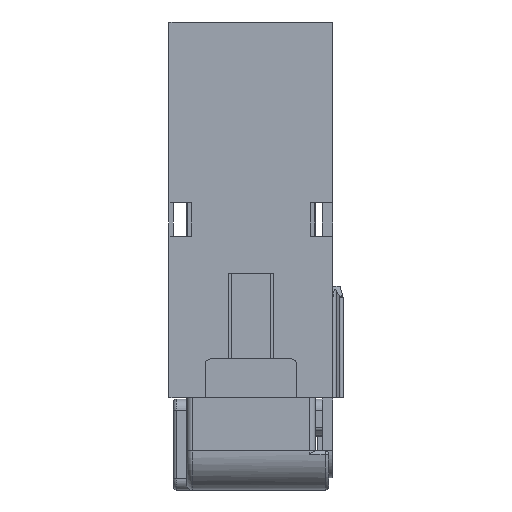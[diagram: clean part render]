
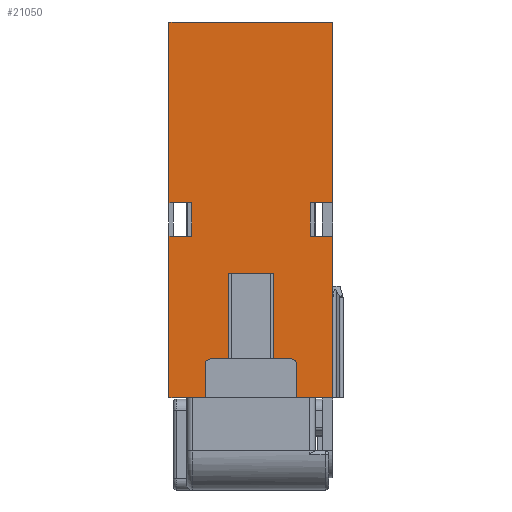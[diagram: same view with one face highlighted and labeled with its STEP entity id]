
A CAD part, front view. The second image highlights one B-rep face of the part: STEP entity #21050.
In plain terms, the highlighted planar face has unit normal (0, -1, 0).
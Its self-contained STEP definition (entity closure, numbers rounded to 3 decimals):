
#1540=CARTESIAN_POINT('',(7.35,6.4,10.522));
#1550=VERTEX_POINT('',#1540);
#1580=CARTESIAN_POINT('',(0.,6.4,10.522));
#1590=DIRECTION('',(-1.,0.,0.));
#1600=VECTOR('',#1590,1.);
#1610=LINE('',#1580,#1600);
#1620=CARTESIAN_POINT('',(-7.35,6.4,10.522));
#1630=VERTEX_POINT('',#1620);
#1640=EDGE_CURVE('',#1550,#1630,#1610,.T.);
#2420=CARTESIAN_POINT('',(-2.05,6.4,
-11.978));
#2430=VERTEX_POINT('',#2420);
#2460=CARTESIAN_POINT('',(0.,6.4,-11.978));
#2470=DIRECTION('',(1.,0.,0.));
#2480=VECTOR('',#2470,1.);
#2490=LINE('',#2460,#2480);
#2500=CARTESIAN_POINT('',(2.05,6.4,
-11.978));
#2510=VERTEX_POINT('',#2500);
#2520=EDGE_CURVE('',#2430,#2510,#2490,.T.);
#17690=CARTESIAN_POINT('',(-7.35,6.4,0.));
#17700=DIRECTION('',(0.,0.,-1.));
#17710=VECTOR('',#17700,1.);
#17720=LINE('',#17690,#17710);
#17730=CARTESIAN_POINT('',(-7.35,6.4,
-5.677));
#17740=VERTEX_POINT('',#17730);
#17750=EDGE_CURVE('',#1630,#17740,#17720,.T.);
#17970=CARTESIAN_POINT('',(-7.35,6.4,
-8.678));
#17980=VERTEX_POINT('',#17970);
#18010=CARTESIAN_POINT('',(-7.35,6.4,0.));
#18020=DIRECTION('',(0.,0.,1.));
#18030=VECTOR('',#18020,1.);
#18040=LINE('',#18010,#18030);
#18050=CARTESIAN_POINT('',(-7.35,6.4,
-23.178));
#18060=VERTEX_POINT('',#18050);
#18070=EDGE_CURVE('',#18060,#17980,#18040,.T.);
#19620=CARTESIAN_POINT('',(-7.3,6.4,11.175));
#19630=DIRECTION('',(0.,1.,0.));
#19640=DIRECTION('',(-1.,0.,0.));
#19650=AXIS2_PLACEMENT_3D('',#19620,#19630,#19640);
#19660=PLANE('',#19650);
#19670=CARTESIAN_POINT('',(0.,6.4,-8.678));
#19680=DIRECTION('',(-1.,0.,0.));
#19690=VECTOR('',#19680,1.);
#19700=LINE('',#19670,#19690);
#19710=CARTESIAN_POINT('',(-5.3,6.4,
-8.678));
#19720=VERTEX_POINT('',#19710);
#19730=EDGE_CURVE('',#19720,#17980,#19700,.T.);
#19740=ORIENTED_EDGE('',*,*,#19730,.T.);
#19750=CARTESIAN_POINT('',(-5.3,6.4,0.));
#19760=DIRECTION('',(0.,0.,1.));
#19770=VECTOR('',#19760,1.);
#19780=LINE('',#19750,#19770);
#19790=CARTESIAN_POINT('',(-5.3,6.4,
-5.677));
#19800=VERTEX_POINT('',#19790);
#19810=EDGE_CURVE('',#19720,#19800,#19780,.T.);
#19820=ORIENTED_EDGE('',*,*,#19810,.F.);
#19830=CARTESIAN_POINT('',(0.,6.4,-5.677));
#19840=DIRECTION('',(-1.,0.,0.));
#19850=VECTOR('',#19840,1.);
#19860=LINE('',#19830,#19850);
#19870=EDGE_CURVE('',#19800,#17740,#19860,.T.);
#19880=ORIENTED_EDGE('',*,*,#19870,.F.);
#19890=ORIENTED_EDGE('',*,*,#17750,.T.);
#19900=ORIENTED_EDGE('',*,*,#1640,.T.);
#19910=CARTESIAN_POINT('',(7.35,6.4,0.));
#19920=DIRECTION('',(0.,0.,1.));
#19930=VECTOR('',#19920,1.);
#19940=LINE('',#19910,#19930);
#19950=CARTESIAN_POINT('',(7.35,6.4,
-5.677));
#19960=VERTEX_POINT('',#19950);
#19970=EDGE_CURVE('',#19960,#1550,#19940,.T.);
#19980=ORIENTED_EDGE('',*,*,#19970,.T.);
#19990=CARTESIAN_POINT('',(0.,6.4,-5.677));
#20000=DIRECTION('',(-1.,0.,0.));
#20010=VECTOR('',#20000,1.);
#20020=LINE('',#19990,#20010);
#20030=CARTESIAN_POINT('',(5.3,6.4,
-5.677));
#20040=VERTEX_POINT('',#20030);
#20050=EDGE_CURVE('',#19960,#20040,#20020,.T.);
#20060=ORIENTED_EDGE('',*,*,#20050,.F.);
#20070=CARTESIAN_POINT('',(5.3,6.4,0.));
#20080=DIRECTION('',(0.,0.,-1.));
#20090=VECTOR('',#20080,1.);
#20100=LINE('',#20070,#20090);
#20110=CARTESIAN_POINT('',(5.3,6.4,
-8.678));
#20120=VERTEX_POINT('',#20110);
#20130=EDGE_CURVE('',#20040,#20120,#20100,.T.);
#20140=ORIENTED_EDGE('',*,*,#20130,.F.);
#20150=CARTESIAN_POINT('',(0.,6.4,-8.678));
#20160=DIRECTION('',(1.,0.,0.));
#20170=VECTOR('',#20160,1.);
#20180=LINE('',#20150,#20170);
#20190=CARTESIAN_POINT('',(7.35,6.4,
-8.678));
#20200=VERTEX_POINT('',#20190);
#20210=EDGE_CURVE('',#20120,#20200,#20180,.T.);
#20220=ORIENTED_EDGE('',*,*,#20210,.F.);
#20230=CARTESIAN_POINT('',(7.35,6.4,
-23.178));
#20240=VERTEX_POINT('',#20230);
#20250=EDGE_CURVE('',#20240,#20200,#19940,.T.);
#20260=ORIENTED_EDGE('',*,*,#20250,.T.);
#20270=CARTESIAN_POINT('',(0.,6.4,-23.178));
#20280=DIRECTION('',(-1.,0.,0.));
#20290=VECTOR('',#20280,1.);
#20300=LINE('',#20270,#20290);
#20310=CARTESIAN_POINT('',(4.1,6.4,
-23.178));
#20320=VERTEX_POINT('',#20310);
#20330=EDGE_CURVE('',#20240,#20320,#20300,.T.);
#20340=ORIENTED_EDGE('',*,*,#20330,.F.);
#20350=CARTESIAN_POINT('',(4.1,6.4,0.));
#20360=DIRECTION('',(0.,0.,-1.));
#20370=VECTOR('',#20360,1.);
#20380=LINE('',#20350,#20370);
#20390=CARTESIAN_POINT('',(4.1,6.4,
-20.178));
#20400=VERTEX_POINT('',#20390);
#20410=EDGE_CURVE('',#20400,#20320,#20380,.T.);
#20420=ORIENTED_EDGE('',*,*,#20410,.T.);
#20430=CARTESIAN_POINT('',(3.6,6.4,
-20.178));
#20440=DIRECTION('',(0.,-1.,0.));
#20450=DIRECTION('',(1.,0.,0.));
#20460=AXIS2_PLACEMENT_3D('',#20430,#20440,#20450);
#20470=CIRCLE('',#20460,0.5);
#20480=CARTESIAN_POINT('',(3.6,6.4,
-19.678));
#20490=VERTEX_POINT('',#20480);
#20500=EDGE_CURVE('',#20400,#20490,#20470,.T.);
#20510=ORIENTED_EDGE('',*,*,#20500,.F.);
#20520=CARTESIAN_POINT('',(0.,6.4,-19.678));
#20530=DIRECTION('',(1.,0.,0.));
#20540=VECTOR('',#20530,1.);
#20550=LINE('',#20520,#20540);
#20560=CARTESIAN_POINT('',(2.05,6.4,
-19.678));
#20570=VERTEX_POINT('',#20560);
#20580=EDGE_CURVE('',#20570,#20490,#20550,.T.);
#20590=ORIENTED_EDGE('',*,*,#20580,.T.);
#20600=CARTESIAN_POINT('',(2.05,6.4,0.));
#20610=DIRECTION('',(0.,0.,1.));
#20620=VECTOR('',#20610,1.);
#20630=LINE('',#20600,#20620);
#20640=EDGE_CURVE('',#20570,#2510,#20630,.T.);
#20650=ORIENTED_EDGE('',*,*,#20640,.F.);
#20660=ORIENTED_EDGE('',*,*,#2520,.T.);
#20670=CARTESIAN_POINT('',(-2.05,6.4,0.));
#20680=DIRECTION('',(0.,0.,-1.));
#20690=VECTOR('',#20680,1.);
#20700=LINE('',#20670,#20690);
#20710=CARTESIAN_POINT('',(-2.05,6.4,
-19.678));
#20720=VERTEX_POINT('',#20710);
#20730=EDGE_CURVE('',#2430,#20720,#20700,.T.);
#20740=ORIENTED_EDGE('',*,*,#20730,.F.);
#20750=CARTESIAN_POINT('',(-3.6,6.4,
-19.678));
#20760=VERTEX_POINT('',#20750);
#20770=EDGE_CURVE('',#20760,#20720,#20550,.T.);
#20780=ORIENTED_EDGE('',*,*,#20770,.T.);
#20790=CARTESIAN_POINT('',(-3.6,6.4,
-20.178));
#20800=DIRECTION('',(0.,-1.,0.));
#20810=DIRECTION('',(1.,0.,0.));
#20820=AXIS2_PLACEMENT_3D('',#20790,#20800,#20810);
#20830=CIRCLE('',#20820,0.5);
#20840=CARTESIAN_POINT('',(-4.1,6.4,
-20.178));
#20850=VERTEX_POINT('',#20840);
#20860=EDGE_CURVE('',#20760,#20850,#20830,.T.);
#20870=ORIENTED_EDGE('',*,*,#20860,.F.);
#20880=CARTESIAN_POINT('',(-4.1,6.4,0.));
#20890=DIRECTION('',(0.,0.,1.));
#20900=VECTOR('',#20890,1.);
#20910=LINE('',#20880,#20900);
#20920=CARTESIAN_POINT('',(-4.1,6.4,
-23.178));
#20930=VERTEX_POINT('',#20920);
#20940=EDGE_CURVE('',#20930,#20850,#20910,.T.);
#20950=ORIENTED_EDGE('',*,*,#20940,.T.);
#20960=CARTESIAN_POINT('',(0.,6.4,-23.178));
#20970=DIRECTION('',(1.,0.,0.));
#20980=VECTOR('',#20970,1.);
#20990=LINE('',#20960,#20980);
#21000=EDGE_CURVE('',#18060,#20930,#20990,.T.);
#21010=ORIENTED_EDGE('',*,*,#21000,.T.);
#21020=ORIENTED_EDGE('',*,*,#18070,.F.);
#21030=EDGE_LOOP('',(#21020,#21010,#20950,#20870,#20780,#20740,#20660,
#20650,#20590,#20510,#20420,#20340,#20260,#20220,#20140,#20060,#19980,
#19900,#19890,#19880,#19820,#19740));
#21040=FACE_OUTER_BOUND('',#21030,.T.);
#21050=ADVANCED_FACE('',(#21040),#19660,.F.);
